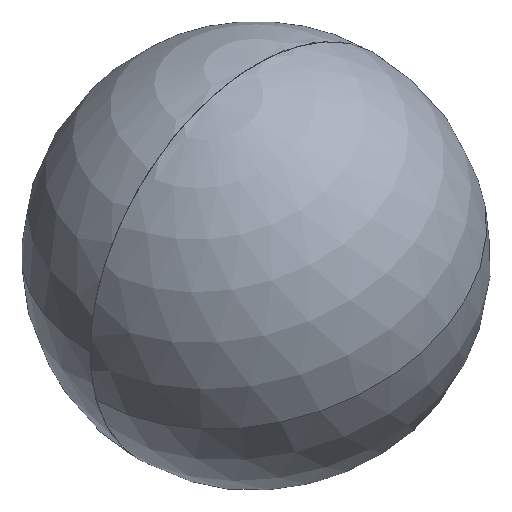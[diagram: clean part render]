
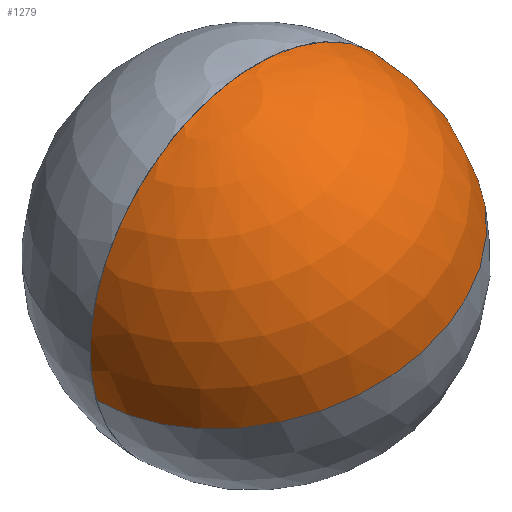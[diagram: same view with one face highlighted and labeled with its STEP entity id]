
A CAD part, isometric view. The second image highlights one B-rep face of the part: STEP entity #1279.
In plain terms, the highlighted spherical face has radius 25 mm.
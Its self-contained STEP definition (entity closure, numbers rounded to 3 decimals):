
#13 = CARTESIAN_POINT ( 'NONE',  ( 0., 0., 0. ) ) ;
#32 = CIRCLE ( 'NONE', #224, 25. ) ;
#102 = AXIS2_PLACEMENT_3D ( 'NONE', #1192, #1296, #191 ) ;
#113 = DIRECTION ( 'NONE',  ( 1., 0., 0. ) ) ;
#161 = EDGE_CURVE ( 'NONE', #1282, #523, #32, .T. ) ;
#191 = DIRECTION ( 'NONE',  ( 1., 0., 0. ) ) ;
#197 = VERTEX_POINT ( 'NONE', #1136 ) ;
#224 = AXIS2_PLACEMENT_3D ( 'NONE', #622, #573, #113 ) ;
#262 = CIRCLE ( 'NONE', #1392, 25. ) ;
#277 = ORIENTED_EDGE ( 'NONE', *, *, #940, .F. ) ;
#428 = CIRCLE ( 'NONE', #476, 25. ) ;
#436 = FACE_OUTER_BOUND ( 'NONE', #1306, .T. ) ;
#476 = AXIS2_PLACEMENT_3D ( 'NONE', #873, #1080, #1304 ) ;
#523 = VERTEX_POINT ( 'NONE', #819 ) ;
#572 = DIRECTION ( 'NONE',  ( 0., 0., -1. ) ) ;
#573 = DIRECTION ( 'NONE',  ( 0., 0., 1. ) ) ;
#622 = CARTESIAN_POINT ( 'NONE',  ( 0., 0., 0. ) ) ;
#746 = ORIENTED_EDGE ( 'NONE', *, *, #1355, .F. ) ;
#819 = CARTESIAN_POINT ( 'NONE',  ( -25., 0., 0. ) ) ;
#848 = CARTESIAN_POINT ( 'NONE',  ( 0., 25., 0. ) ) ;
#873 = CARTESIAN_POINT ( 'NONE',  ( 0., 0., 0. ) ) ;
#899 = DIRECTION ( 'NONE',  ( 0., -1., 0. ) ) ;
#940 = EDGE_CURVE ( 'NONE', #197, #523, #262, .T. ) ;
#1080 = DIRECTION ( 'NONE',  ( 0., 0., -1. ) ) ;
#1136 = CARTESIAN_POINT ( 'NONE',  ( 25., 0., 0. ) ) ;
#1192 = CARTESIAN_POINT ( 'NONE',  ( 0., 0., 0. ) ) ;
#1206 = SPHERICAL_SURFACE ( 'NONE', #102, 25. ) ;
#1243 = ORIENTED_EDGE ( 'NONE', *, *, #161, .T. ) ;
#1279 = ADVANCED_FACE ( 'NONE', ( #436 ), #1206, .T. ) ;
#1282 = VERTEX_POINT ( 'NONE', #848 ) ;
#1296 = DIRECTION ( 'NONE',  ( 0., 0., 1. ) ) ;
#1304 = DIRECTION ( 'NONE',  ( -1., 0., 0. ) ) ;
#1306 = EDGE_LOOP ( 'NONE', ( #746, #1243, #277 ) ) ;
#1355 = EDGE_CURVE ( 'NONE', #1282, #197, #428, .T. ) ;
#1392 = AXIS2_PLACEMENT_3D ( 'NONE', #13, #899, #572 ) ;
